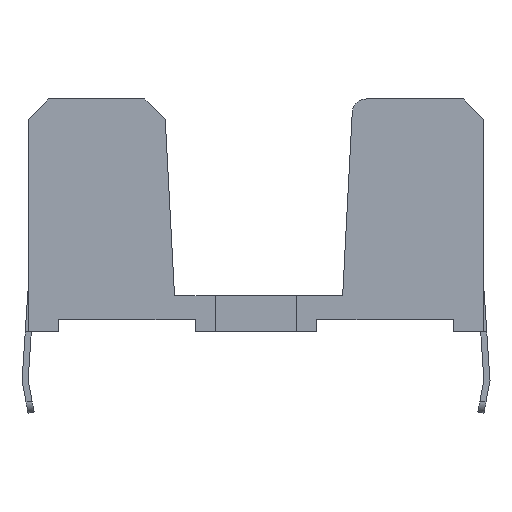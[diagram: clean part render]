
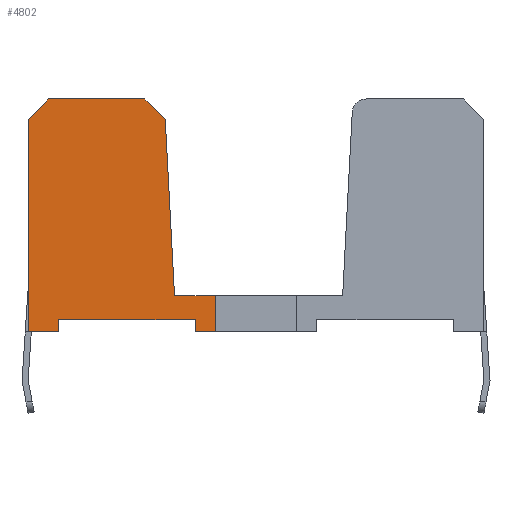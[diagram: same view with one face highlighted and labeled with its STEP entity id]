
A CAD part, front view. The second image highlights one B-rep face of the part: STEP entity #4802.
In plain terms, the highlighted planar face has unit normal (0, -1, 0).
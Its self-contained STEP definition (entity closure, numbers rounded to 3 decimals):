
#2248=CARTESIAN_POINT('',(-9.75,-4.8,0.6));
#2249=VERTEX_POINT('',#2248);
#2256=CARTESIAN_POINT('',(-9.75,-4.8,-0.0));
#2257=VERTEX_POINT('',#2256);
#2258=CARTESIAN_POINT('',(-9.75,-4.8,0.3));
#2259=DIRECTION('',(0.0,-0.0,1.0));
#2260=VECTOR('',#2259,1.0);
#2261=LINE('',#2258,#2260);
#2262=EDGE_CURVE('n� 4121',#2257,#2249,#2261,.T.);
#2328=CARTESIAN_POINT('',(-11.25,-4.8,-0.0));
#2329=VERTEX_POINT('',#2328);
#2330=CARTESIAN_POINT('',(0.0,-4.8,-0.0));
#2331=DIRECTION('',(-1.0,-0.0,-0.0));
#2332=VECTOR('',#2331,1.0);
#2333=LINE('',#2330,#2332);
#2334=EDGE_CURVE('n� 3983',#2257,#2329,#2333,.T.);
#2458=CARTESIAN_POINT('',(-3.0,-4.8,0.6));
#2459=VERTEX_POINT('',#2458);
#2476=CARTESIAN_POINT('',(-3.0,-4.8,-0.0));
#2477=VERTEX_POINT('',#2476);
#2484=CARTESIAN_POINT('',(-3.0,-4.8,0.3));
#2485=DIRECTION('',(-0.0,0.0,-1.0));
#2486=VECTOR('',#2485,1.0);
#2487=LINE('',#2484,#2486);
#2488=EDGE_CURVE('n� 3855',#2459,#2477,#2487,.T.);
#3524=CARTESIAN_POINT('',(-2.0,-4.8,1.8));
#3525=VERTEX_POINT('',#3524);
#3534=CARTESIAN_POINT('',(-2.0,-4.8,-0.0));
#3535=VERTEX_POINT('',#3534);
#3536=CARTESIAN_POINT('',(-2.0,-4.8,5.75));
#3537=DIRECTION('',(-0.0,-0.0,1.0));
#3538=VECTOR('',#3537,1.0);
#3539=LINE('',#3536,#3538);
#3540=EDGE_CURVE('n� 961',#3535,#3525,#3539,.T.);
#3564=CARTESIAN_POINT('',(0.0,-4.8,0.6));
#3565=DIRECTION('',(1.0,0.0,-0.0));
#3566=VECTOR('',#3565,1.0);
#3567=LINE('',#3564,#3566);
#3568=EDGE_CURVE('n� 952',#2249,#2459,#3567,.T.);
#3586=CARTESIAN_POINT('',(-11.25,-4.8,10.506));
#3587=VERTEX_POINT('',#3586);
#3588=CARTESIAN_POINT('',(-11.25,-4.8,5.75));
#3589=DIRECTION('',(0.0,0.0,-1.0));
#3590=VECTOR('',#3589,1.0);
#3591=LINE('',#3588,#3590);
#3592=EDGE_CURVE('n� 955',#3587,#2329,#3591,.T.);
#3719=CARTESIAN_POINT('',(-4.024,-4.8,1.8));
#3720=VERTEX_POINT('',#3719);
#3721=CARTESIAN_POINT('',(-4.48,-4.8,10.5));
#3722=VERTEX_POINT('',#3721);
#3723=CARTESIAN_POINT('',(-4.024,-4.8,1.8));
#3724=DIRECTION('',(-0.052,-0.0,0.999));
#3725=VECTOR('',#3724,1.0);
#3726=LINE('',#3723,#3725);
#3727=EDGE_CURVE('n� 959',#3720,#3722,#3726,.T.);
#3759=CARTESIAN_POINT('',(-5.48,-4.8,11.5));
#3760=VERTEX_POINT('',#3759);
#3761=CARTESIAN_POINT('',(-4.48,-4.8,10.5));
#3762=DIRECTION('',(-0.707,-0.0,0.707));
#3763=VECTOR('',#3762,1.0);
#3764=LINE('',#3761,#3763);
#3765=EDGE_CURVE('n� 958',#3722,#3760,#3764,.T.);
#3790=CARTESIAN_POINT('',(-10.256,-4.8,11.5));
#3791=VERTEX_POINT('',#3790);
#3792=CARTESIAN_POINT('',(0.0,-4.8,11.5));
#3793=DIRECTION('',(-1.0,-0.0,0.0));
#3794=VECTOR('',#3793,1.0);
#3795=LINE('',#3792,#3794);
#3796=EDGE_CURVE('n� 957',#3760,#3791,#3795,.T.);
#3821=CARTESIAN_POINT('',(-10.256,-4.8,11.5));
#3822=DIRECTION('',(-0.707,0.0,-0.707));
#3823=VECTOR('',#3822,1.0);
#3824=LINE('',#3821,#3823);
#3825=EDGE_CURVE('n� 956',#3791,#3587,#3824,.T.);
#3932=CARTESIAN_POINT('',(0.0,-4.8,-0.0));
#3933=DIRECTION('',(1.0,0.0,0.0));
#3934=VECTOR('',#3933,1.0);
#3935=LINE('',#3932,#3934);
#3936=EDGE_CURVE('n� 950',#2477,#3535,#3935,.T.);
#4778=ORIENTED_EDGE('',*,*,#2488,.T.);
#4779=ORIENTED_EDGE('',*,*,#3936,.T.);
#4780=ORIENTED_EDGE('',*,*,#3540,.T.);
#4781=CARTESIAN_POINT('',(0.0,-4.8,1.8));
#4782=DIRECTION('',(-1.0,-0.0,0.0));
#4783=VECTOR('',#4782,1.0);
#4784=LINE('',#4781,#4783);
#4785=EDGE_CURVE('n� 329',#3525,#3720,#4784,.T.);
#4786=ORIENTED_EDGE('',*,*,#4785,.T.);
#4787=ORIENTED_EDGE('',*,*,#3727,.T.);
#4788=ORIENTED_EDGE('',*,*,#3765,.T.);
#4789=ORIENTED_EDGE('',*,*,#3796,.T.);
#4790=ORIENTED_EDGE('',*,*,#3825,.T.);
#4791=ORIENTED_EDGE('',*,*,#3592,.T.);
#4792=ORIENTED_EDGE('',*,*,#2334,.F.);
#4793=ORIENTED_EDGE('',*,*,#2262,.T.);
#4794=ORIENTED_EDGE('',*,*,#3568,.T.);
#4795=EDGE_LOOP('',(
    #4778,#4779,#4780,#4786,#4787,#4788,#4789,#4790,#4791,#4792,
    #4793,#4794));
#4796=FACE_OUTER_BOUND('',#4795,.T.);
#4797=CARTESIAN_POINT('',(11.7,-4.8,11.73));
#4798=DIRECTION('',(0.0,-1.0,-0.0));
#4799=DIRECTION('',(-1.0,-0.0,0.0));
#4800=AXIS2_PLACEMENT_3D('',#4797,#4798,#4799);
#4801=PLANE('',#4800);
#4802=ADVANCED_FACE('n� 948',(#4796),#4801,.T.);
